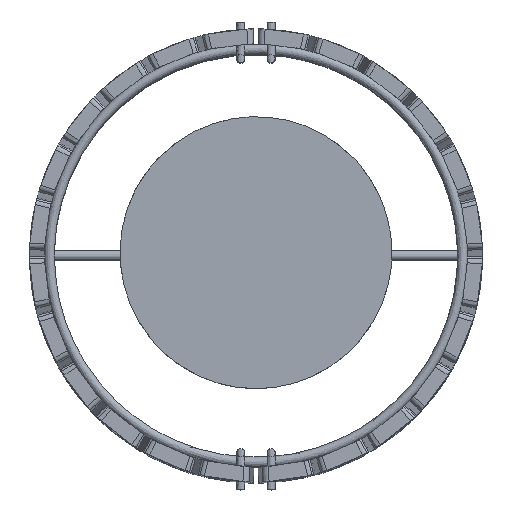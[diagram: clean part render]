
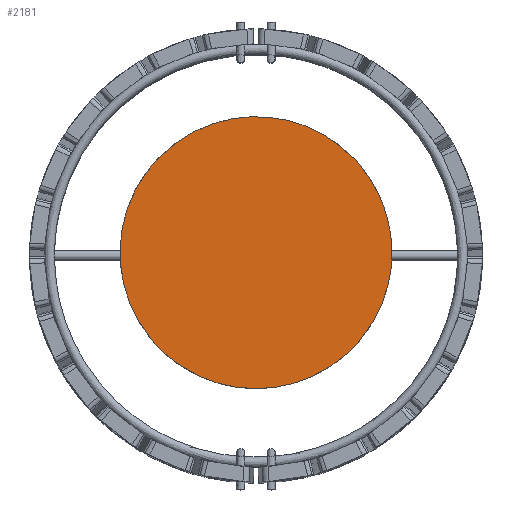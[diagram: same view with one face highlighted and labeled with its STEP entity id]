
A CAD part, top view. The second image highlights one B-rep face of the part: STEP entity #2181.
In plain terms, the highlighted planar face has unit normal (0, 0, 1).
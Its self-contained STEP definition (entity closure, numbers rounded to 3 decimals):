
#1784=PLANE('',#8371);
#2181=ADVANCED_FACE('',(#2647),#1784,.T.);
#2647=FACE_OUTER_BOUND('',#3145,.T.);
#3145=EDGE_LOOP('',(#4746));
#4746=ORIENTED_EDGE('',*,*,#6721,.T.);
#6721=EDGE_CURVE('',#7874,#7874,#7406,.T.);
#7406=(
BOUNDED_CURVE()
B_SPLINE_CURVE(2,(#19944,#19945,#19946,#19947,#19948,#19949,#19950,#19951,
#19952),.UNSPECIFIED.,.T.,.F.)
B_SPLINE_CURVE_WITH_KNOTS((3,2,2,2,3),(0.,3.534,7.069,
10.603,14.137),.UNSPECIFIED.)
CURVE()
GEOMETRIC_REPRESENTATION_ITEM()
RATIONAL_B_SPLINE_CURVE((1.,0.707,1.,0.707,1.,0.707,
1.,0.707,1.))
REPRESENTATION_ITEM('')
);
#7874=VERTEX_POINT('',#19941);
#8371=AXIS2_PLACEMENT_3D('',#19912,#8391,$);
#8391=DIRECTION('',(0.,0.,1.));
#19912=CARTESIAN_POINT('',(-71.438,-71.438,959.915));
#19941=CARTESIAN_POINT('',(57.149,-0.001,959.915));
#19944=CARTESIAN_POINT('',(57.149,-0.001,959.915));
#19945=CARTESIAN_POINT('',(57.149,57.149,959.915));
#19946=CARTESIAN_POINT('',(-0.001,57.149,959.915));
#19947=CARTESIAN_POINT('',(-57.151,57.149,959.915));
#19948=CARTESIAN_POINT('',(-57.151,-0.001,959.915));
#19949=CARTESIAN_POINT('',(-57.151,-57.151,959.915));
#19950=CARTESIAN_POINT('',(-0.001,-57.151,959.915));
#19951=CARTESIAN_POINT('',(57.149,-57.151,959.915));
#19952=CARTESIAN_POINT('',(57.149,-0.001,959.915));
